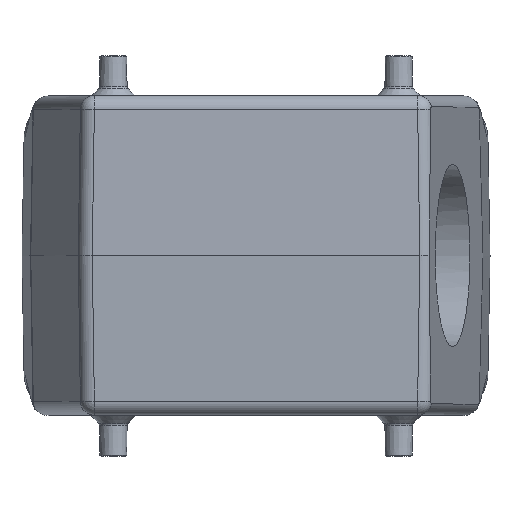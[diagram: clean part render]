
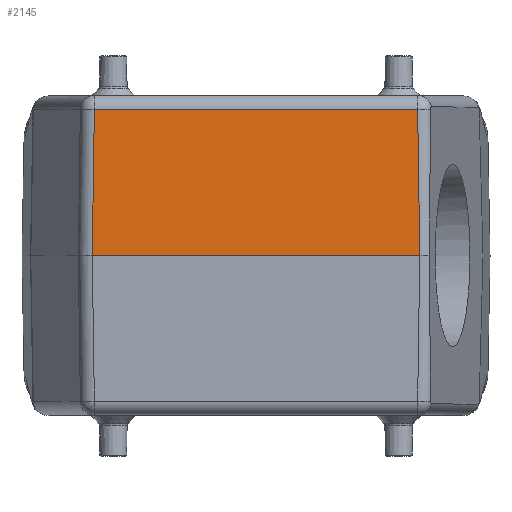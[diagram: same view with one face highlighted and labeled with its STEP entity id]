
A CAD part, top view. The second image highlights one B-rep face of the part: STEP entity #2145.
In plain terms, the highlighted planar face has unit normal (0, 0.018, 1).
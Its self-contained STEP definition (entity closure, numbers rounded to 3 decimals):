
#1547=FACE_OUTER_BOUND('',#3223,.T.);
#2145=ADVANCED_FACE('',(#1547),#2765,.T.);
#2765=PLANE('',#13983);
#3223=EDGE_LOOP('',(#4804,#4805,#4806,#4807));
#4804=ORIENTED_EDGE('',*,*,#8675,.F.);
#4805=ORIENTED_EDGE('',*,*,#8400,.T.);
#4806=ORIENTED_EDGE('',*,*,#8694,.T.);
#4807=ORIENTED_EDGE('',*,*,#8695,.T.);
#7449=VERTEX_POINT('',#20066);
#7450=VERTEX_POINT('',#20070);
#7712=VERTEX_POINT('',#20977);
#7724=VERTEX_POINT('',#21023);
#8400=EDGE_CURVE('',#7450,#7449,#11231,.T.);
#8675=EDGE_CURVE('',#7450,#7712,#11413,.T.);
#8694=EDGE_CURVE('',#7449,#7724,#11429,.T.);
#8695=EDGE_CURVE('',#7724,#7712,#11430,.T.);
#11231=LINE('',#20071,#12136);
#11413=LINE('',#20976,#12318);
#11429=LINE('',#21022,#12334);
#11430=LINE('',#21024,#12335);
#12136=VECTOR('',#15121,1.);
#12318=VECTOR('',#15453,1.);
#12334=VECTOR('',#15481,1.);
#12335=VECTOR('',#15482,1.);
#13983=AXIS2_PLACEMENT_3D('',#21025,#15483,#15484);
#15121=DIRECTION('',(-0.014,1.,-0.017));
#15453=DIRECTION('',(-1.,0.,0.));
#15481=DIRECTION('',(-1.,0.,0.));
#15482=DIRECTION('',(-0.014,-1.,0.017));
#15483=DIRECTION('',(0.,0.017,1.));
#15484=DIRECTION('',(0.,-1.,0.017));
#20066=CARTESIAN_POINT('',(28.325,25.544,67.804));
#20070=CARTESIAN_POINT('',(28.692,0.,68.25));
#20071=CARTESIAN_POINT('',(28.693,-0.03,68.251));
#20976=CARTESIAN_POINT('',(30.753,0.,68.25));
#20977=CARTESIAN_POINT('',(-28.692,0.,68.25));
#21022=CARTESIAN_POINT('',(30.753,25.544,67.804));
#21023=CARTESIAN_POINT('',(-28.325,25.544,67.804));
#21024=CARTESIAN_POINT('',(-28.68,0.855,68.235));
#21025=CARTESIAN_POINT('',(30.753,0.,68.25));
